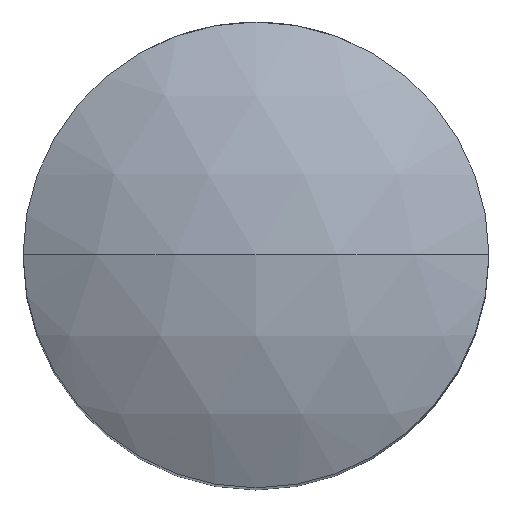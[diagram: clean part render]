
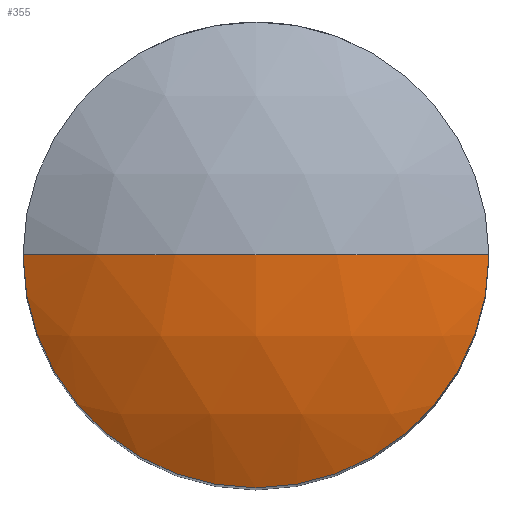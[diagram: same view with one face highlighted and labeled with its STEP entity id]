
A CAD part, top view. The second image highlights one B-rep face of the part: STEP entity #355.
In plain terms, the highlighted spherical face has radius 13 mm.
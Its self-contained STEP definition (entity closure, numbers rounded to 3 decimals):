
#70 = ORIENTED_EDGE ( 'NONE', *, *, #774, .T. ) ;
#105 = VERTEX_POINT ( 'NONE', #480 ) ;
#116 = ORIENTED_EDGE ( 'NONE', *, *, #461, .F. ) ;
#250 = AXIS2_PLACEMENT_3D ( 'NONE', #348, #827, #416 ) ;
#253 = CARTESIAN_POINT ( 'NONE',  ( 0., 0., 20. ) ) ;
#313 = AXIS2_PLACEMENT_3D ( 'NONE', #436, #427, #373 ) ;
#340 = AXIS2_PLACEMENT_3D ( 'NONE', #909, #904, #858 ) ;
#345 = AXIS2_PLACEMENT_3D ( 'NONE', #485, #529, #449 ) ;
#348 = CARTESIAN_POINT ( 'NONE',  ( 0., 0., 7. ) ) ;
#355 = ADVANCED_FACE ( 'NONE', ( #599 ), #424, .T. ) ;
#370 = VERTEX_POINT ( 'NONE', #413 ) ;
#373 = DIRECTION ( 'NONE',  ( -1., 0., 0. ) ) ;
#384 = CIRCLE ( 'NONE', #340, 13. ) ;
#403 = CIRCLE ( 'NONE', #313, 6.5 ) ;
#413 = CARTESIAN_POINT ( 'NONE',  ( 6.5, 0., 18.258 ) ) ;
#416 = DIRECTION ( 'NONE',  ( 1., 0., 0. ) ) ;
#424 = SPHERICAL_SURFACE ( 'NONE', #345, 13. ) ;
#427 = DIRECTION ( 'NONE',  ( 0., 0., -1. ) ) ;
#436 = CARTESIAN_POINT ( 'NONE',  ( 0., 0., 18.258 ) ) ;
#449 = DIRECTION ( 'NONE',  ( 1., 0., 0. ) ) ;
#461 = EDGE_CURVE ( 'NONE', #910, #370, #384, .T. ) ;
#476 = EDGE_CURVE ( 'NONE', #370, #105, #403, .T. ) ;
#480 = CARTESIAN_POINT ( 'NONE',  ( -6.5, 0., 18.258 ) ) ;
#485 = CARTESIAN_POINT ( 'NONE',  ( 0., 0., 7. ) ) ;
#522 = CIRCLE ( 'NONE', #250, 13. ) ;
#529 = DIRECTION ( 'NONE',  ( 0., -1., 0. ) ) ;
#550 = EDGE_LOOP ( 'NONE', ( #116, #70, #843 ) ) ;
#599 = FACE_OUTER_BOUND ( 'NONE', #550, .T. ) ;
#774 = EDGE_CURVE ( 'NONE', #910, #105, #522, .T. ) ;
#827 = DIRECTION ( 'NONE',  ( 0., -1., 0. ) ) ;
#843 = ORIENTED_EDGE ( 'NONE', *, *, #476, .F. ) ;
#858 = DIRECTION ( 'NONE',  ( 0., 0., 1. ) ) ;
#904 = DIRECTION ( 'NONE',  ( 0., 1., 0. ) ) ;
#909 = CARTESIAN_POINT ( 'NONE',  ( 0., 0., 7. ) ) ;
#910 = VERTEX_POINT ( 'NONE', #253 ) ;
